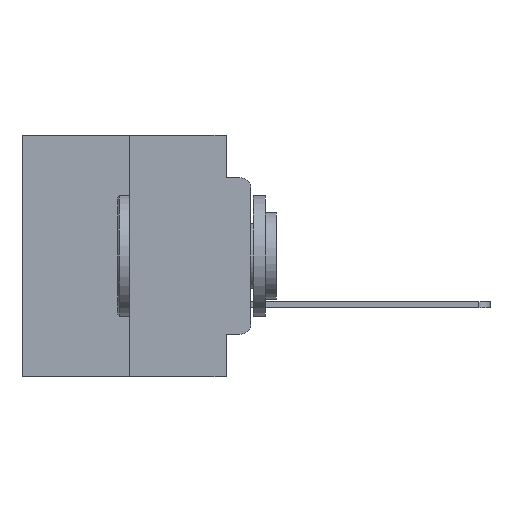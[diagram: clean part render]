
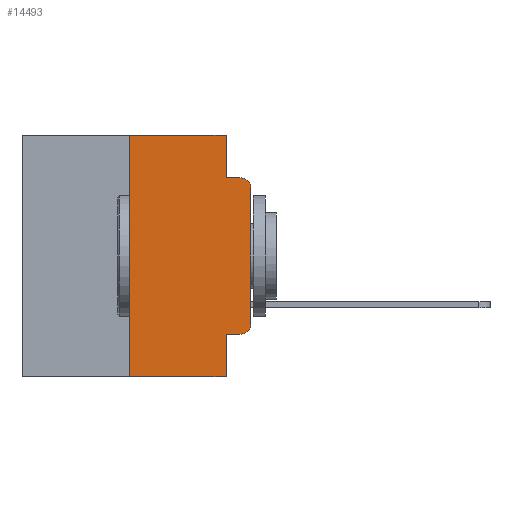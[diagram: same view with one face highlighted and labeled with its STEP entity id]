
A CAD part, left-side view. The second image highlights one B-rep face of the part: STEP entity #14493.
In plain terms, the highlighted planar face has unit normal (-1, 0, 0).
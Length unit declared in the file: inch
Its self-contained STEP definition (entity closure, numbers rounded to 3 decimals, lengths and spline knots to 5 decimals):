
#151 = CARTESIAN_POINT ( 'NONE',  ( 0., 0.051, -0.0885 ) ) ;
#244 = CARTESIAN_POINT ( 'NONE',  ( 0., 0., -0.1085 ) ) ;
#485 = DIRECTION ( 'NONE',  ( 0., 0., -1. ) ) ;
#542 = EDGE_CURVE ( 'NONE', #6580, #24139, #1977, .T. ) ;
#790 = ORIENTED_EDGE ( 'NONE', *, *, #11442, .F. ) ;
#900 = LINE ( 'NONE', #151, #18331 ) ;
#1258 = DIRECTION ( 'NONE',  ( -1., 0., 0. ) ) ;
#1510 = LINE ( 'NONE', #3078, #7039 ) ;
#1977 = LINE ( 'NONE', #3805, #24554 ) ;
#2196 = EDGE_CURVE ( 'NONE', #6592, #26825, #25423, .T. ) ;
#3021 = DIRECTION ( 'NONE',  ( 0., 0., -1. ) ) ;
#3057 = ORIENTED_EDGE ( 'NONE', *, *, #23393, .T. ) ;
#3078 = CARTESIAN_POINT ( 'NONE',  ( 0., 0., 0. ) ) ;
#3188 = EDGE_CURVE ( 'NONE', #13553, #21518, #13058, .T. ) ;
#3453 = VERTEX_POINT ( 'NONE', #13977 ) ;
#3805 = CARTESIAN_POINT ( 'NONE',  ( 0., 0.051, 0. ) ) ;
#4021 = EDGE_LOOP ( 'NONE', ( #21077, #4165, #5642, #22968, #790, #13180, #24226, #13878, #24846, #3057 ) ) ;
#4165 = ORIENTED_EDGE ( 'NONE', *, *, #3188, .T. ) ;
#5085 = FACE_OUTER_BOUND ( 'NONE', #4021, .T. ) ;
#5236 = CARTESIAN_POINT ( 'NONE',  ( 0., 0.02, -0.0885 ) ) ;
#5642 = ORIENTED_EDGE ( 'NONE', *, *, #20194, .F. ) ;
#5676 = AXIS2_PLACEMENT_3D ( 'NONE', #14519, #16681, #3021 ) ;
#5713 = DIRECTION ( 'NONE',  ( 0., 0., -1. ) ) ;
#5895 = DIRECTION ( 'NONE',  ( -1., 0., 0. ) ) ;
#6066 = LINE ( 'NONE', #20713, #27992 ) ;
#6580 = VERTEX_POINT ( 'NONE', #27852 ) ;
#6592 = VERTEX_POINT ( 'NONE', #23774 ) ;
#6701 = DIRECTION ( 'NONE',  ( 0., 0., 1. ) ) ;
#7039 = VECTOR ( 'NONE', #16634, 39.37008 ) ;
#7246 = VERTEX_POINT ( 'NONE', #26700 ) ;
#8271 = CARTESIAN_POINT ( 'NONE',  ( 0., 0.25, 0. ) ) ;
#9232 = VECTOR ( 'NONE', #6701, 39.37008 ) ;
#9304 = EDGE_CURVE ( 'NONE', #6592, #24139, #6066, .T. ) ;
#9402 = CARTESIAN_POINT ( 'NONE',  ( 0., 0.473, 0. ) ) ;
#10326 = CARTESIAN_POINT ( 'NONE',  ( 0., 0.051, -0.5 ) ) ;
#10637 = LINE ( 'NONE', #9402, #16487 ) ;
#11382 = AXIS2_PLACEMENT_3D ( 'NONE', #22146, #1258, #5713 ) ;
#11442 = EDGE_CURVE ( 'NONE', #26825, #7246, #10637, .T. ) ;
#11495 = CARTESIAN_POINT ( 'NONE',  ( 0., 0.02, -0.4115 ) ) ;
#11562 = EDGE_CURVE ( 'NONE', #7246, #3453, #28167, .T. ) ;
#11688 = DIRECTION ( 'NONE',  ( 0., -1., 0. ) ) ;
#12002 = CARTESIAN_POINT ( 'NONE',  ( 0., 0.25, 0. ) ) ;
#12181 = CARTESIAN_POINT ( 'NONE',  ( 0., 0.051, 0. ) ) ;
#12516 = EDGE_CURVE ( 'NONE', #22091, #13553, #1510, .T. ) ;
#12918 = DIRECTION ( 'NONE',  ( 0., -1., 0. ) ) ;
#13058 = CIRCLE ( 'NONE', #11382, 0.02 ) ;
#13180 = ORIENTED_EDGE ( 'NONE', *, *, #2196, .F. ) ;
#13262 = DIRECTION ( 'NONE',  ( 0., 0., -1. ) ) ;
#13553 = VERTEX_POINT ( 'NONE', #244 ) ;
#13878 = ORIENTED_EDGE ( 'NONE', *, *, #542, .F. ) ;
#13977 = CARTESIAN_POINT ( 'NONE',  ( 0., 0.051, -0.0885 ) ) ;
#14493 = ADVANCED_FACE ( 'NONE', ( #5085 ), #26758, .F. ) ;
#14519 = CARTESIAN_POINT ( 'NONE',  ( 0., 0.473, 0. ) ) ;
#14524 = DIRECTION ( 'NONE',  ( 0., -1., 0. ) ) ;
#15878 = CARTESIAN_POINT ( 'NONE',  ( 0., 0., -0.3915 ) ) ;
#16266 = CIRCLE ( 'NONE', #17982, 0.02 ) ;
#16487 = VECTOR ( 'NONE', #11688, 39.37008 ) ;
#16634 = DIRECTION ( 'NONE',  ( 0., 0., 1. ) ) ;
#16681 = DIRECTION ( 'NONE',  ( 1., 0., 0. ) ) ;
#17467 = VECTOR ( 'NONE', #485, 39.37008 ) ;
#17556 = VECTOR ( 'NONE', #12918, 39.37008 ) ;
#17924 = VERTEX_POINT ( 'NONE', #11495 ) ;
#17982 = AXIS2_PLACEMENT_3D ( 'NONE', #19175, #5895, #21198 ) ;
#18331 = VECTOR ( 'NONE', #20455, 39.37008 ) ;
#19175 = CARTESIAN_POINT ( 'NONE',  ( 0., 0.02, -0.3915 ) ) ;
#20194 = EDGE_CURVE ( 'NONE', #3453, #21518, #900, .T. ) ;
#20455 = DIRECTION ( 'NONE',  ( 0., -1., 0. ) ) ;
#20713 = CARTESIAN_POINT ( 'NONE',  ( 0., 0.473, -0.5 ) ) ;
#21077 = ORIENTED_EDGE ( 'NONE', *, *, #12516, .T. ) ;
#21198 = DIRECTION ( 'NONE',  ( 0., 0., -1. ) ) ;
#21518 = VERTEX_POINT ( 'NONE', #5236 ) ;
#22091 = VERTEX_POINT ( 'NONE', #15878 ) ;
#22146 = CARTESIAN_POINT ( 'NONE',  ( 0., 0.02, -0.1085 ) ) ;
#22968 = ORIENTED_EDGE ( 'NONE', *, *, #11562, .F. ) ;
#23341 = CARTESIAN_POINT ( 'NONE',  ( 0., 0.051, -0.4115 ) ) ;
#23393 = EDGE_CURVE ( 'NONE', #17924, #22091, #16266, .T. ) ;
#23774 = CARTESIAN_POINT ( 'NONE',  ( 0., 0.25, -0.5 ) ) ;
#24139 = VERTEX_POINT ( 'NONE', #10326 ) ;
#24226 = ORIENTED_EDGE ( 'NONE', *, *, #9304, .T. ) ;
#24554 = VECTOR ( 'NONE', #13262, 39.37008 ) ;
#24846 = ORIENTED_EDGE ( 'NONE', *, *, #26024, .T. ) ;
#25423 = LINE ( 'NONE', #8271, #9232 ) ;
#26024 = EDGE_CURVE ( 'NONE', #6580, #17924, #28251, .T. ) ;
#26700 = CARTESIAN_POINT ( 'NONE',  ( 0., 0.051, 0. ) ) ;
#26758 = PLANE ( 'NONE',  #5676 ) ;
#26825 = VERTEX_POINT ( 'NONE', #12002 ) ;
#27852 = CARTESIAN_POINT ( 'NONE',  ( 0., 0.051, -0.4115 ) ) ;
#27992 = VECTOR ( 'NONE', #14524, 39.37008 ) ;
#28167 = LINE ( 'NONE', #12181, #17467 ) ;
#28251 = LINE ( 'NONE', #23341, #17556 ) ;
